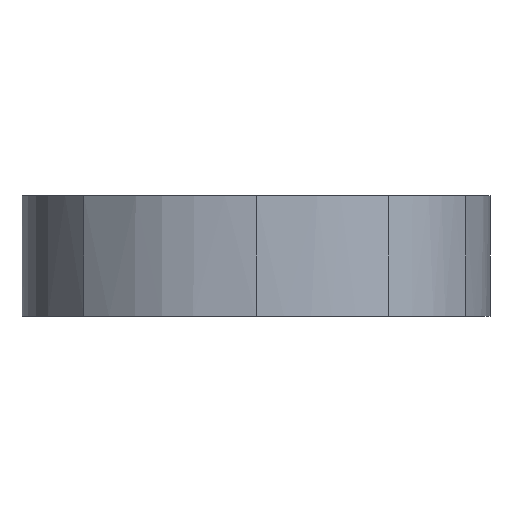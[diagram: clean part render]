
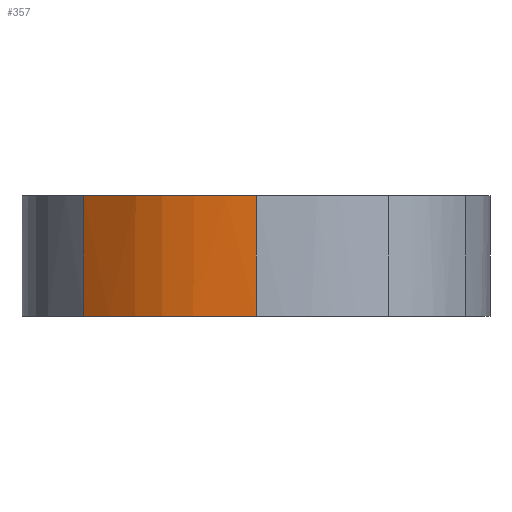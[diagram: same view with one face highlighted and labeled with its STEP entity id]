
A CAD part, left-side view. The second image highlights one B-rep face of the part: STEP entity #357.
In plain terms, the highlighted free-form (B-spline) face has degree [3, 1] with [5, 2] control points.
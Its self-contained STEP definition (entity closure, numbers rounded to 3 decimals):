
#27=FACE_OUTER_BOUND('',#47,.T.);
#47=EDGE_LOOP('',(#255,#256,#257,#258));
#69=LINE('',#612,#87);
#70=LINE('',#619,#88);
#87=VECTOR('',#395,10.);
#88=VECTOR('',#396,10.);
#113=B_SPLINE_CURVE_WITH_KNOTS('',3,(#606,#607,#608,#609,#610),
 .UNSPECIFIED.,.F.,.F.,(4,1,4),(0.,0.331,0.62),
 .UNSPECIFIED.);
#114=B_SPLINE_CURVE_WITH_KNOTS('',3,(#614,#615,#616,#617,#618),
 .UNSPECIFIED.,.F.,.F.,(4,1,4),(-0.62,-0.331,0.),
 .UNSPECIFIED.);
#149=VERTEX_POINT('',#604);
#150=VERTEX_POINT('',#605);
#151=VERTEX_POINT('',#611);
#152=VERTEX_POINT('',#613);
#193=EDGE_CURVE('',#149,#150,#113,.T.);
#194=EDGE_CURVE('',#149,#151,#69,.T.);
#195=EDGE_CURVE('',#152,#151,#114,.T.);
#196=EDGE_CURVE('',#150,#152,#70,.T.);
#255=ORIENTED_EDGE('',*,*,#193,.F.);
#256=ORIENTED_EDGE('',*,*,#194,.T.);
#257=ORIENTED_EDGE('',*,*,#195,.F.);
#258=ORIENTED_EDGE('',*,*,#196,.F.);
#339=B_SPLINE_SURFACE_WITH_KNOTS('',3,1,((#594,#595),(#596,#597),(#598,
#599),(#600,#601),(#602,#603)),.UNSPECIFIED.,.F.,.F.,.F.,(4,1,4),(2,2),
(-0.62,-0.331,0.),(0.,0.4),.UNSPECIFIED.);
#357=ADVANCED_FACE('',(#27),#339,.T.);
#395=DIRECTION('',(0.,0.,1.));
#396=DIRECTION('',(0.,0.,1.));
#594=CARTESIAN_POINT('Ctrl Pts',(62.459,-196.791,0.));
#595=CARTESIAN_POINT('Ctrl Pts',(62.459,-196.791,4.));
#596=CARTESIAN_POINT('Ctrl Pts',(61.863,-197.577,0.));
#597=CARTESIAN_POINT('Ctrl Pts',(61.863,-197.577,4.));
#598=CARTESIAN_POINT('Ctrl Pts',(60.585,-199.261,0.));
#599=CARTESIAN_POINT('Ctrl Pts',(60.585,-199.261,4.));
#600=CARTESIAN_POINT('Ctrl Pts',(60.472,-201.38,0.));
#601=CARTESIAN_POINT('Ctrl Pts',(60.472,-201.38,4.));
#602=CARTESIAN_POINT('Ctrl Pts',(60.412,-202.51,0.));
#603=CARTESIAN_POINT('Ctrl Pts',(60.412,-202.51,4.));
#604=CARTESIAN_POINT('',(60.412,-202.51,0.));
#605=CARTESIAN_POINT('',(62.459,-196.791,0.));
#606=CARTESIAN_POINT('Ctrl Pts',(60.412,-202.51,0.));
#607=CARTESIAN_POINT('Ctrl Pts',(60.472,-201.38,0.));
#608=CARTESIAN_POINT('Ctrl Pts',(60.585,-199.261,0.));
#609=CARTESIAN_POINT('Ctrl Pts',(61.863,-197.577,0.));
#610=CARTESIAN_POINT('Ctrl Pts',(62.459,-196.791,0.));
#611=CARTESIAN_POINT('',(60.412,-202.51,4.));
#612=CARTESIAN_POINT('',(60.412,-202.51,0.));
#613=CARTESIAN_POINT('',(62.459,-196.791,4.));
#614=CARTESIAN_POINT('Ctrl Pts',(62.459,-196.791,4.));
#615=CARTESIAN_POINT('Ctrl Pts',(61.863,-197.577,4.));
#616=CARTESIAN_POINT('Ctrl Pts',(60.585,-199.261,4.));
#617=CARTESIAN_POINT('Ctrl Pts',(60.472,-201.38,4.));
#618=CARTESIAN_POINT('Ctrl Pts',(60.412,-202.51,4.));
#619=CARTESIAN_POINT('',(62.459,-196.791,0.));
